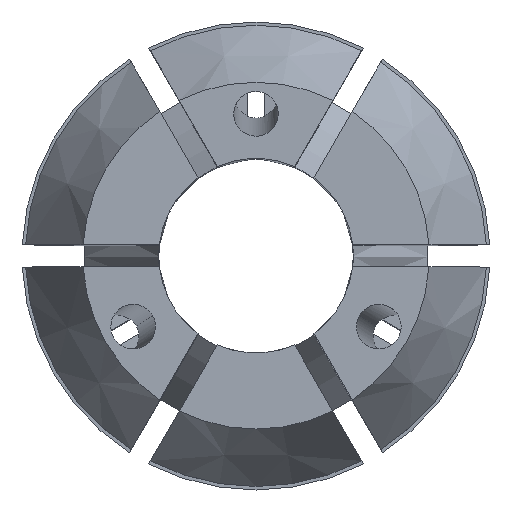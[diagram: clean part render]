
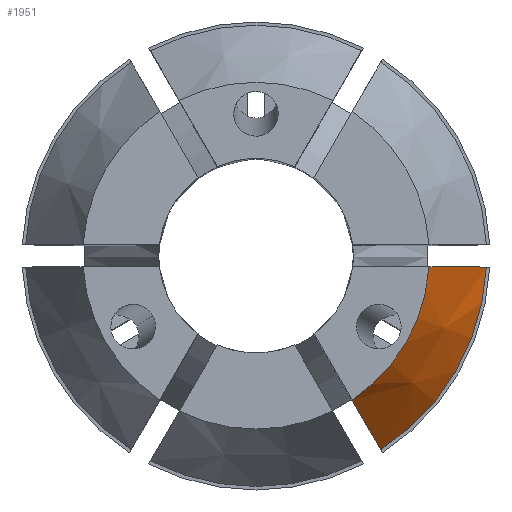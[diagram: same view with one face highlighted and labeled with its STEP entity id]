
A CAD part, top view. The second image highlights one B-rep face of the part: STEP entity #1951.
In plain terms, the highlighted conical face has half-angle 30 degrees and reference radius 10.35 mm.
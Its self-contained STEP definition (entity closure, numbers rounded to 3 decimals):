
#37 = AXIS2_PLACEMENT_3D ( 'NONE', #2046, #3831, #3537 ) ;
#292 = ORIENTED_EDGE ( 'NONE', *, *, #1990, .T. ) ;
#368 = B_SPLINE_CURVE_WITH_KNOTS ( 'NONE', 3,
 ( #2906, #2018, #1132, #1737 ),
 .UNSPECIFIED., .F., .F.,
 ( 4, 4 ),
 ( 0., 0.005 ),
 .UNSPECIFIED. ) ;
#370 = AXIS2_PLACEMENT_3D ( 'NONE', #3129, #1972, #2841 ) ;
#756 = EDGE_CURVE ( 'NONE', #857, #1898, #3525, .T. ) ;
#857 = VERTEX_POINT ( 'NONE', #3578 ) ;
#941 = ORIENTED_EDGE ( 'NONE', *, *, #3144, .T. ) ;
#1001 = CONICAL_SURFACE ( 'NONE', #3608, 10.35, 0.524 ) ;
#1132 = CARTESIAN_POINT ( 'NONE',  ( 5.173, -7.96, 28.531 ) ) ;
#1141 = CARTESIAN_POINT ( 'NONE',  ( 4.314, -6.472, 31.5 ) ) ;
#1182 = EDGE_LOOP ( 'NONE', ( #292, #3806, #3593, #941 ) ) ;
#1257 = VERTEX_POINT ( 'NONE', #2847 ) ;
#1612 = CARTESIAN_POINT ( 'NONE',  ( 10.338, -0.5, 27.046 ) ) ;
#1716 = B_SPLINE_CURVE_WITH_KNOTS ( 'NONE', 3,
 ( #1612, #3403, #2484, #1897 ),
 .UNSPECIFIED., .F., .F.,
 ( 4, 4 ),
 ( 0.015, 0.02 ),
 .UNSPECIFIED. ) ;
#1731 = CIRCLE ( 'NONE', #370, 7.778 ) ;
#1737 = CARTESIAN_POINT ( 'NONE',  ( 5.602, -8.703, 27.046 ) ) ;
#1855 = CARTESIAN_POINT ( 'NONE',  ( 5.602, -8.703, 27.046 ) ) ;
#1897 = CARTESIAN_POINT ( 'NONE',  ( 7.762, -0.5, 31.5 ) ) ;
#1898 = VERTEX_POINT ( 'NONE', #1855 ) ;
#1951 = ADVANCED_FACE ( 'NONE', ( #2625 ), #1001, .T. ) ;
#1972 = DIRECTION ( 'NONE',  ( 0., 0., -1. ) ) ;
#1990 = EDGE_CURVE ( 'NONE', #1257, #3809, #1731, .T. ) ;
#2018 = CARTESIAN_POINT ( 'NONE',  ( 4.744, -7.216, 30.016 ) ) ;
#2046 = CARTESIAN_POINT ( 'NONE',  ( 0., 0., 27.046 ) ) ;
#2484 = CARTESIAN_POINT ( 'NONE',  ( 8.621, -0.5, 30.016 ) ) ;
#2625 = FACE_OUTER_BOUND ( 'NONE', #1182, .T. ) ;
#2841 = DIRECTION ( 'NONE',  ( -1., 0., 0. ) ) ;
#2847 = CARTESIAN_POINT ( 'NONE',  ( 7.762, -0.5, 31.5 ) ) ;
#2855 = DIRECTION ( 'NONE',  ( -1., 0., 0. ) ) ;
#2906 = CARTESIAN_POINT ( 'NONE',  ( 4.314, -6.472, 31.5 ) ) ;
#3129 = CARTESIAN_POINT ( 'NONE',  ( 0., 0., 31.5 ) ) ;
#3144 = EDGE_CURVE ( 'NONE', #857, #1257, #1716, .T. ) ;
#3176 = DIRECTION ( 'NONE',  ( 0., 0., -1. ) ) ;
#3403 = CARTESIAN_POINT ( 'NONE',  ( 9.48, -0.5, 28.531 ) ) ;
#3485 = CARTESIAN_POINT ( 'NONE',  ( 0., 0., 27.046 ) ) ;
#3525 = CIRCLE ( 'NONE', #37, 10.35 ) ;
#3537 = DIRECTION ( 'NONE',  ( -1., 0., 0. ) ) ;
#3578 = CARTESIAN_POINT ( 'NONE',  ( 10.338, -0.5, 27.046 ) ) ;
#3593 = ORIENTED_EDGE ( 'NONE', *, *, #756, .F. ) ;
#3608 = AXIS2_PLACEMENT_3D ( 'NONE', #3485, #3176, #2855 ) ;
#3805 = EDGE_CURVE ( 'NONE', #3809, #1898, #368, .T. ) ;
#3806 = ORIENTED_EDGE ( 'NONE', *, *, #3805, .T. ) ;
#3809 = VERTEX_POINT ( 'NONE', #1141 ) ;
#3831 = DIRECTION ( 'NONE',  ( 0., 0., -1. ) ) ;
